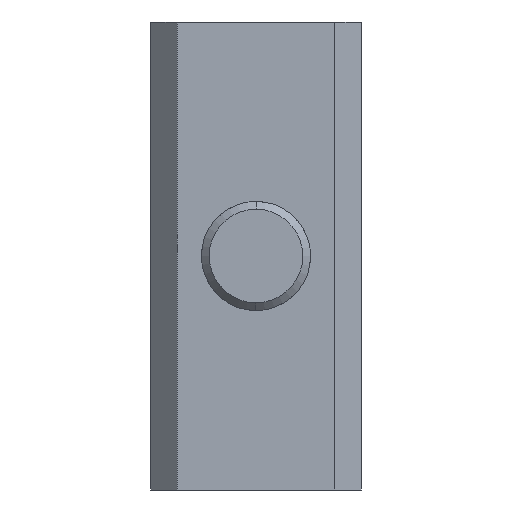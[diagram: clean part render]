
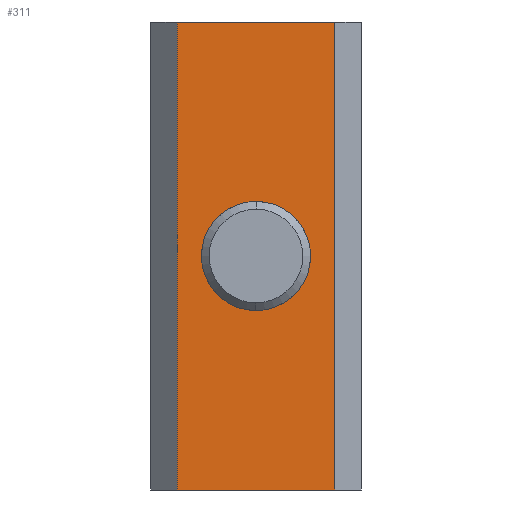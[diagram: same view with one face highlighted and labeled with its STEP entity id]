
A CAD part, front view. The second image highlights one B-rep face of the part: STEP entity #311.
In plain terms, the highlighted face is planar.
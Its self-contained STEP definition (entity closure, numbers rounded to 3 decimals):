
#311 = ADVANCED_FACE ( 'NONE', ( #709, #655 ), #686, .F. ) ;
#325 = EDGE_CURVE ( 'NONE', #401, #415, #724, .T. ) ;
#330 = EDGE_CURVE ( 'NONE', #384, #442, #773, .T. ) ;
#346 = EDGE_CURVE ( 'NONE', #384, #401, #758, .T. ) ;
#357 = VERTEX_POINT ( 'NONE', #745 ) ;
#384 = VERTEX_POINT ( 'NONE', #827 ) ;
#390 = ORIENTED_EDGE ( 'NONE', *, *, #346, .T. ) ;
#401 = VERTEX_POINT ( 'NONE', #823 ) ;
#405 = EDGE_CURVE ( 'NONE', #470, #357, #654, .T. ) ;
#406 = EDGE_LOOP ( 'NONE', ( #454, #435, #453, #390 ) ) ;
#415 = VERTEX_POINT ( 'NONE', #3824 ) ;
#433 = ORIENTED_EDGE ( 'NONE', *, *, #475, .F. ) ;
#435 = ORIENTED_EDGE ( 'NONE', *, *, #458, .F. ) ;
#442 = VERTEX_POINT ( 'NONE', #883 ) ;
#443 = EDGE_LOOP ( 'NONE', ( #446, #433 ) ) ;
#446 = ORIENTED_EDGE ( 'NONE', *, *, #405, .F. ) ;
#453 = ORIENTED_EDGE ( 'NONE', *, *, #330, .F. ) ;
#454 = ORIENTED_EDGE ( 'NONE', *, *, #325, .T. ) ;
#458 = EDGE_CURVE ( 'NONE', #442, #415, #931, .T. ) ;
#470 = VERTEX_POINT ( 'NONE', #918 ) ;
#475 = EDGE_CURVE ( 'NONE', #357, #470, #925, .T. ) ;
#655 = FACE_OUTER_BOUND ( 'NONE', #406, .T. ) ;
#654 = CIRCLE ( 'NONE', #1101, 3.5 ) ;
#677 = DIRECTION ( 'NONE',  ( 0., 0., -1. ) ) ;
#678 = DIRECTION ( 'NONE',  ( 0., -1., 0. ) ) ;
#682 = AXIS2_PLACEMENT_3D ( 'NONE', #708, #678, #677 ) ;
#686 = PLANE ( 'NONE',  #682 ) ;
#708 = CARTESIAN_POINT ( 'NONE',  ( -5.05, 9., 30. ) ) ;
#709 = FACE_BOUND ( 'NONE', #443, .T. ) ;
#714 = DIRECTION ( 'NONE',  ( -1., 0., 0. ) ) ;
#717 = CARTESIAN_POINT ( 'NONE',  ( -5.05, 9., 30. ) ) ;
#720 = DIRECTION ( 'NONE',  ( -1., 0., 0. ) ) ;
#721 = VECTOR ( 'NONE', #720, 1000. ) ;
#723 = CARTESIAN_POINT ( 'NONE',  ( -5.05, 9., 0. ) ) ;
#724 = LINE ( 'NONE', #723, #721 ) ;
#745 = CARTESIAN_POINT ( 'NONE',  ( 0., 9., 11.5 ) ) ;
#755 = DIRECTION ( 'NONE',  ( 0., 0., -1. ) ) ;
#756 = VECTOR ( 'NONE', #755, 1000. ) ;
#757 = CARTESIAN_POINT ( 'NONE',  ( 5.05, 9., 30. ) ) ;
#758 = LINE ( 'NONE', #757, #756 ) ;
#772 = VECTOR ( 'NONE', #714, 1000. ) ;
#773 = LINE ( 'NONE', #717, #772 ) ;
#823 = CARTESIAN_POINT ( 'NONE',  ( 5.05, 9., 0. ) ) ;
#827 = CARTESIAN_POINT ( 'NONE',  ( 5.05, 9., 30. ) ) ;
#862 = CARTESIAN_POINT ( 'NONE',  ( -5.05, 9., 30. ) ) ;
#883 = CARTESIAN_POINT ( 'NONE',  ( -5.05, 9., 30. ) ) ;
#918 = CARTESIAN_POINT ( 'NONE',  ( 0., 9., 18.5 ) ) ;
#925 = CIRCLE ( 'NONE', #968, 3.5 ) ;
#929 = DIRECTION ( 'NONE',  ( 0., 0., -1. ) ) ;
#930 = VECTOR ( 'NONE', #929, 1000. ) ;
#931 = LINE ( 'NONE', #862, #930 ) ;
#965 = DIRECTION ( 'NONE',  ( 0., 0., 1. ) ) ;
#966 = DIRECTION ( 'NONE',  ( 0., 1., 0. ) ) ;
#967 = CARTESIAN_POINT ( 'NONE',  ( 0., 9., 15. ) ) ;
#968 = AXIS2_PLACEMENT_3D ( 'NONE', #967, #966, #965 ) ;
#1098 = DIRECTION ( 'NONE',  ( 0., 0., 1. ) ) ;
#1099 = DIRECTION ( 'NONE',  ( 0., 1., 0. ) ) ;
#1100 = CARTESIAN_POINT ( 'NONE',  ( 0., 9., 15. ) ) ;
#1101 = AXIS2_PLACEMENT_3D ( 'NONE', #1100, #1099, #1098 ) ;
#3824 = CARTESIAN_POINT ( 'NONE',  ( -5.05, 9., 0. ) ) ;
